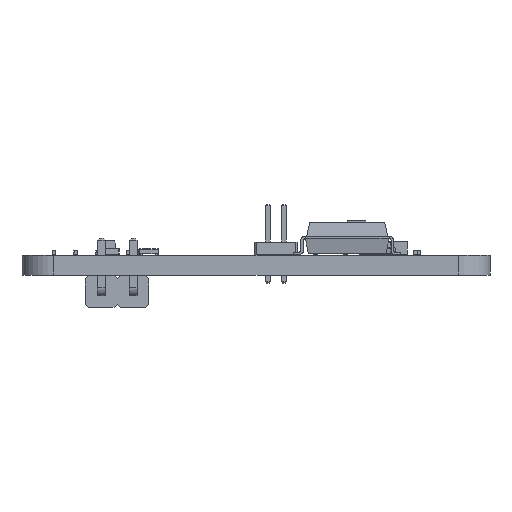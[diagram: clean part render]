
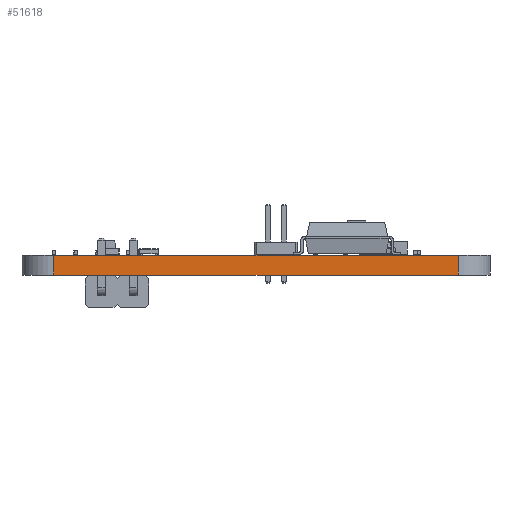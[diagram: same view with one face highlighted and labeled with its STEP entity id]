
A CAD part, left-side view. The second image highlights one B-rep face of the part: STEP entity #51618.
In plain terms, the highlighted planar face has unit normal (-1, 0, 0).
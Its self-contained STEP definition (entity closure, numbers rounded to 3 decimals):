
#49435 = PLANE('',#49436);
#49436 = AXIS2_PLACEMENT_3D('',#49437,#49438,#49439);
#49437 = CARTESIAN_POINT('',(127.,-123.508,1.6));
#49438 = DIRECTION('',(0.,0.,1.));
#49439 = DIRECTION('',(1.,0.,-0.));
#49463 = CYLINDRICAL_SURFACE('',#49464,2.54);
#49464 = AXIS2_PLACEMENT_3D('',#49465,#49466,#49467);
#49465 = CARTESIAN_POINT('',(118.745,-107.315,0.));
#49466 = DIRECTION('',(-0.,-0.,-1.));
#49467 = DIRECTION('',(1.,0.,-0.));
#49489 = PLANE('',#49490);
#49490 = AXIS2_PLACEMENT_3D('',#49491,#49492,#49493);
#49491 = CARTESIAN_POINT('',(127.,-123.508,0.));
#49492 = DIRECTION('',(0.,0.,1.));
#49493 = DIRECTION('',(1.,0.,-0.));
#49584 = VERTEX_POINT('',#49585);
#49585 = CARTESIAN_POINT('',(116.205,-107.315,1.6));
#49607 = EDGE_CURVE('',#49608,#49584,#49610,.T.);
#49608 = VERTEX_POINT('',#49609);
#49609 = CARTESIAN_POINT('',(116.205,-107.315,0.));
#49610 = SURFACE_CURVE('',#49611,(#49615,#49622),.PCURVE_S1.);
#49611 = LINE('',#49612,#49613);
#49612 = CARTESIAN_POINT('',(116.205,-107.315,0.));
#49613 = VECTOR('',#49614,1.);
#49614 = DIRECTION('',(0.,0.,1.));
#49615 = PCURVE('',#49463,#49616);
#49616 = DEFINITIONAL_REPRESENTATION('',(#49617),#49621);
#49617 = LINE('',#49618,#49619);
#49618 = CARTESIAN_POINT('',(-3.142,0.));
#49619 = VECTOR('',#49620,1.);
#49620 = DIRECTION('',(-0.,-1.));
#49621 = ( GEOMETRIC_REPRESENTATION_CONTEXT(2) 
PARAMETRIC_REPRESENTATION_CONTEXT() REPRESENTATION_CONTEXT('2D SPACE',''
  ) );
#49622 = PCURVE('',#49623,#49628);
#49623 = PLANE('',#49624);
#49624 = AXIS2_PLACEMENT_3D('',#49625,#49626,#49627);
#49625 = CARTESIAN_POINT('',(116.205,-107.315,0.));
#49626 = DIRECTION('',(1.,0.,0.));
#49627 = DIRECTION('',(0.,-1.,0.));
#49628 = DEFINITIONAL_REPRESENTATION('',(#49629),#49633);
#49629 = LINE('',#49630,#49631);
#49630 = CARTESIAN_POINT('',(0.,0.));
#49631 = VECTOR('',#49632,1.);
#49632 = DIRECTION('',(0.,-1.));
#49633 = ( GEOMETRIC_REPRESENTATION_CONTEXT(2) 
PARAMETRIC_REPRESENTATION_CONTEXT() REPRESENTATION_CONTEXT('2D SPACE',''
  ) );
#49662 = EDGE_CURVE('',#49608,#49663,#49665,.T.);
#49663 = VERTEX_POINT('',#49664);
#49664 = CARTESIAN_POINT('',(116.205,-139.7,0.));
#49665 = SURFACE_CURVE('',#49666,(#49670,#49677),.PCURVE_S1.);
#49666 = LINE('',#49667,#49668);
#49667 = CARTESIAN_POINT('',(116.205,-107.315,0.));
#49668 = VECTOR('',#49669,1.);
#49669 = DIRECTION('',(0.,-1.,0.));
#49670 = PCURVE('',#49489,#49671);
#49671 = DEFINITIONAL_REPRESENTATION('',(#49672),#49676);
#49672 = LINE('',#49673,#49674);
#49673 = CARTESIAN_POINT('',(-10.795,16.193));
#49674 = VECTOR('',#49675,1.);
#49675 = DIRECTION('',(0.,-1.));
#49676 = ( GEOMETRIC_REPRESENTATION_CONTEXT(2) 
PARAMETRIC_REPRESENTATION_CONTEXT() REPRESENTATION_CONTEXT('2D SPACE',''
  ) );
#49677 = PCURVE('',#49623,#49678);
#49678 = DEFINITIONAL_REPRESENTATION('',(#49679),#49683);
#49679 = LINE('',#49680,#49681);
#49680 = CARTESIAN_POINT('',(0.,0.));
#49681 = VECTOR('',#49682,1.);
#49682 = DIRECTION('',(1.,0.));
#49683 = ( GEOMETRIC_REPRESENTATION_CONTEXT(2) 
PARAMETRIC_REPRESENTATION_CONTEXT() REPRESENTATION_CONTEXT('2D SPACE',''
  ) );
#49702 = CYLINDRICAL_SURFACE('',#49703,2.54);
#49703 = AXIS2_PLACEMENT_3D('',#49704,#49705,#49706);
#49704 = CARTESIAN_POINT('',(118.745,-139.7,0.));
#49705 = DIRECTION('',(-0.,-0.,-1.));
#49706 = DIRECTION('',(1.,0.,-0.));
#50712 = EDGE_CURVE('',#49584,#50713,#50715,.T.);
#50713 = VERTEX_POINT('',#50714);
#50714 = CARTESIAN_POINT('',(116.205,-139.7,1.6));
#50715 = SURFACE_CURVE('',#50716,(#50720,#50727),.PCURVE_S1.);
#50716 = LINE('',#50717,#50718);
#50717 = CARTESIAN_POINT('',(116.205,-107.315,1.6));
#50718 = VECTOR('',#50719,1.);
#50719 = DIRECTION('',(0.,-1.,0.));
#50720 = PCURVE('',#49435,#50721);
#50721 = DEFINITIONAL_REPRESENTATION('',(#50722),#50726);
#50722 = LINE('',#50723,#50724);
#50723 = CARTESIAN_POINT('',(-10.795,16.193));
#50724 = VECTOR('',#50725,1.);
#50725 = DIRECTION('',(0.,-1.));
#50726 = ( GEOMETRIC_REPRESENTATION_CONTEXT(2) 
PARAMETRIC_REPRESENTATION_CONTEXT() REPRESENTATION_CONTEXT('2D SPACE',''
  ) );
#50727 = PCURVE('',#49623,#50728);
#50728 = DEFINITIONAL_REPRESENTATION('',(#50729),#50733);
#50729 = LINE('',#50730,#50731);
#50730 = CARTESIAN_POINT('',(0.,-1.6));
#50731 = VECTOR('',#50732,1.);
#50732 = DIRECTION('',(1.,0.));
#50733 = ( GEOMETRIC_REPRESENTATION_CONTEXT(2) 
PARAMETRIC_REPRESENTATION_CONTEXT() REPRESENTATION_CONTEXT('2D SPACE',''
  ) );
#51618 = ADVANCED_FACE('',(#51619),#49623,.F.);
#51619 = FACE_BOUND('',#51620,.F.);
#51620 = EDGE_LOOP('',(#51621,#51622,#51623,#51644));
#51621 = ORIENTED_EDGE('',*,*,#49607,.T.);
#51622 = ORIENTED_EDGE('',*,*,#50712,.T.);
#51623 = ORIENTED_EDGE('',*,*,#51624,.F.);
#51624 = EDGE_CURVE('',#49663,#50713,#51625,.T.);
#51625 = SURFACE_CURVE('',#51626,(#51630,#51637),.PCURVE_S1.);
#51626 = LINE('',#51627,#51628);
#51627 = CARTESIAN_POINT('',(116.205,-139.7,0.));
#51628 = VECTOR('',#51629,1.);
#51629 = DIRECTION('',(0.,0.,1.));
#51630 = PCURVE('',#49623,#51631);
#51631 = DEFINITIONAL_REPRESENTATION('',(#51632),#51636);
#51632 = LINE('',#51633,#51634);
#51633 = CARTESIAN_POINT('',(32.385,0.));
#51634 = VECTOR('',#51635,1.);
#51635 = DIRECTION('',(0.,-1.));
#51636 = ( GEOMETRIC_REPRESENTATION_CONTEXT(2) 
PARAMETRIC_REPRESENTATION_CONTEXT() REPRESENTATION_CONTEXT('2D SPACE',''
  ) );
#51637 = PCURVE('',#49702,#51638);
#51638 = DEFINITIONAL_REPRESENTATION('',(#51639),#51643);
#51639 = LINE('',#51640,#51641);
#51640 = CARTESIAN_POINT('',(-3.142,0.));
#51641 = VECTOR('',#51642,1.);
#51642 = DIRECTION('',(-0.,-1.));
#51643 = ( GEOMETRIC_REPRESENTATION_CONTEXT(2) 
PARAMETRIC_REPRESENTATION_CONTEXT() REPRESENTATION_CONTEXT('2D SPACE',''
  ) );
#51644 = ORIENTED_EDGE('',*,*,#49662,.F.);
